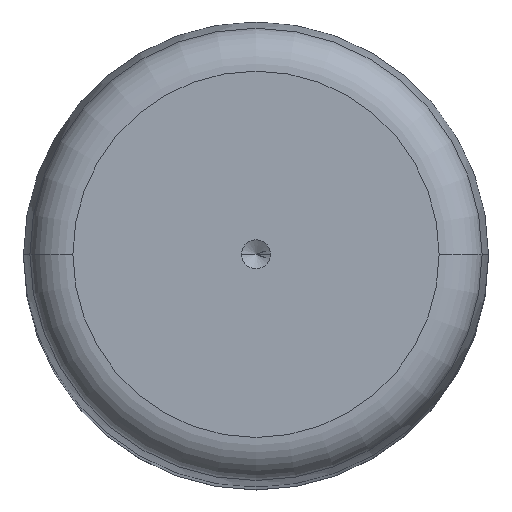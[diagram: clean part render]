
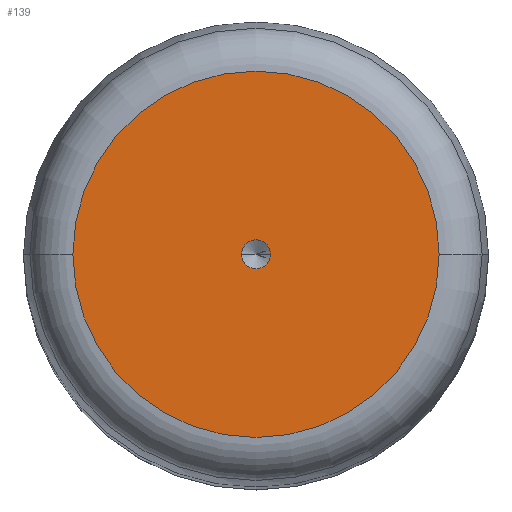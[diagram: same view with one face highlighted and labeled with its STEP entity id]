
A CAD part, top view. The second image highlights one B-rep face of the part: STEP entity #139.
In plain terms, the highlighted planar face has unit normal (0, 0, 1).
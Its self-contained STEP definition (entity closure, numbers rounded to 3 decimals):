
#5 = VERTEX_POINT ( 'NONE', #541 ) ;
#21 = DIRECTION ( 'NONE',  ( 1., 0., 0. ) ) ;
#45 = EDGE_CURVE ( 'NONE', #5, #198, #127, .T. ) ;
#58 = CIRCLE ( 'NONE', #128, 12.604 ) ;
#72 = ORIENTED_EDGE ( 'NONE', *, *, #406, .T. ) ;
#87 = AXIS2_PLACEMENT_3D ( 'NONE', #344, #486, #131 ) ;
#127 = CIRCLE ( 'NONE', #87, 1. ) ;
#128 = AXIS2_PLACEMENT_3D ( 'NONE', #568, #418, #367 ) ;
#131 = DIRECTION ( 'NONE',  ( 1., 0., 0. ) ) ;
#135 = PLANE ( 'NONE',  #550 ) ;
#139 = ADVANCED_FACE ( 'NONE', ( #508, #516 ), #135, .T. ) ;
#141 = AXIS2_PLACEMENT_3D ( 'NONE', #475, #430, #584 ) ;
#145 = VERTEX_POINT ( 'NONE', #301 ) ;
#187 = CARTESIAN_POINT ( 'NONE',  ( 0., 0., 130. ) ) ;
#195 = EDGE_CURVE ( 'NONE', #145, #545, #58, .T. ) ;
#197 = ORIENTED_EDGE ( 'NONE', *, *, #195, .T. ) ;
#198 = VERTEX_POINT ( 'NONE', #210 ) ;
#201 = DIRECTION ( 'NONE',  ( 1., 0., 0. ) ) ;
#210 = CARTESIAN_POINT ( 'NONE',  ( -1., 0., 130. ) ) ;
#238 = DIRECTION ( 'NONE',  ( 0., 0., 1. ) ) ;
#284 = CIRCLE ( 'NONE', #632, 1. ) ;
#293 = ORIENTED_EDGE ( 'NONE', *, *, #45, .F. ) ;
#298 = EDGE_LOOP ( 'NONE', ( #197, #72 ) ) ;
#301 = CARTESIAN_POINT ( 'NONE',  ( 12.604, 0., 130. ) ) ;
#328 = ORIENTED_EDGE ( 'NONE', *, *, #589, .F. ) ;
#344 = CARTESIAN_POINT ( 'NONE',  ( 0., 0., 130. ) ) ;
#364 = CARTESIAN_POINT ( 'NONE',  ( 0., 0., 130. ) ) ;
#367 = DIRECTION ( 'NONE',  ( 1., 0., 0. ) ) ;
#406 = EDGE_CURVE ( 'NONE', #545, #145, #472, .T. ) ;
#418 = DIRECTION ( 'NONE',  ( 0., 0., 1. ) ) ;
#430 = DIRECTION ( 'NONE',  ( 0., 0., 1. ) ) ;
#451 = EDGE_LOOP ( 'NONE', ( #293, #328 ) ) ;
#472 = CIRCLE ( 'NONE', #141, 12.604 ) ;
#475 = CARTESIAN_POINT ( 'NONE',  ( 0., 0., 130. ) ) ;
#483 = CARTESIAN_POINT ( 'NONE',  ( -12.604, 0., 130. ) ) ;
#486 = DIRECTION ( 'NONE',  ( 0., 0., 1. ) ) ;
#508 = FACE_BOUND ( 'NONE', #451, .T. ) ;
#511 = DIRECTION ( 'NONE',  ( 0., 0., 1. ) ) ;
#516 = FACE_OUTER_BOUND ( 'NONE', #298, .T. ) ;
#541 = CARTESIAN_POINT ( 'NONE',  ( 1., 0., 130. ) ) ;
#545 = VERTEX_POINT ( 'NONE', #483 ) ;
#550 = AXIS2_PLACEMENT_3D ( 'NONE', #187, #238, #21 ) ;
#568 = CARTESIAN_POINT ( 'NONE',  ( 0., 0., 130. ) ) ;
#584 = DIRECTION ( 'NONE',  ( 1., 0., 0. ) ) ;
#589 = EDGE_CURVE ( 'NONE', #198, #5, #284, .T. ) ;
#632 = AXIS2_PLACEMENT_3D ( 'NONE', #364, #511, #201 ) ;
